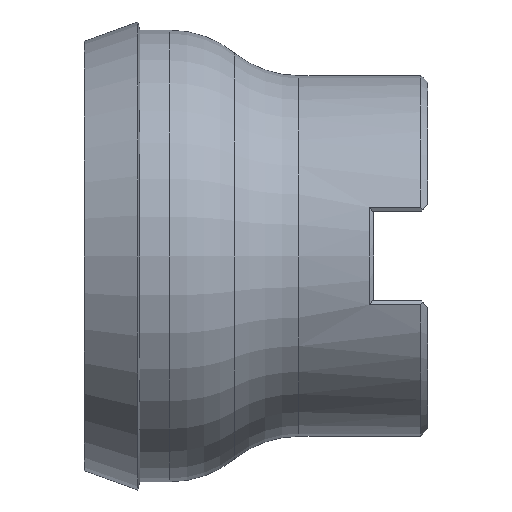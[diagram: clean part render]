
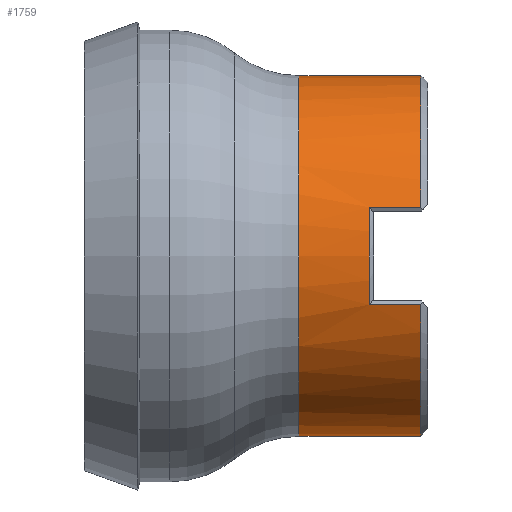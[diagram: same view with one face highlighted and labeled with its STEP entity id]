
A CAD part, left-side view. The second image highlights one B-rep face of the part: STEP entity #1759.
In plain terms, the highlighted cylindrical face has radius 21 mm (diameter 42 mm), a partial arc.
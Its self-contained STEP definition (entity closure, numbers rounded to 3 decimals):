
#30 = ORIENTED_EDGE ( 'NONE', *, *, #756, .T. ) ;
#54 = EDGE_CURVE ( 'NONE', #901, #433, #1783, .T. ) ;
#98 = DIRECTION ( 'NONE',  ( 0., 0., -1. ) ) ;
#140 = CARTESIAN_POINT ( 'NONE',  ( -20.218, 0., -5.677 ) ) ;
#143 = CARTESIAN_POINT ( 'NONE',  ( 0., 15., 21. ) ) ;
#153 = ORIENTED_EDGE ( 'NONE', *, *, #54, .T. ) ;
#217 = ORIENTED_EDGE ( 'NONE', *, *, #235, .F. ) ;
#235 = EDGE_CURVE ( 'NONE', #1666, #433, #1267, .T. ) ;
#237 = VECTOR ( 'NONE', #1757, 1000. ) ;
#275 = CARTESIAN_POINT ( 'NONE',  ( 0., 6.8, 0. ) ) ;
#277 = VECTOR ( 'NONE', #1069, 1000. ) ;
#294 = VERTEX_POINT ( 'NONE', #1863 ) ;
#312 = DIRECTION ( 'NONE',  ( 0., -1., 0. ) ) ;
#337 = CARTESIAN_POINT ( 'NONE',  ( -20.218, 0., 5.677 ) ) ;
#405 = CARTESIAN_POINT ( 'NONE',  ( 0., 15., 0. ) ) ;
#419 = VECTOR ( 'NONE', #312, 1000. ) ;
#427 = DIRECTION ( 'NONE',  ( 0., 0., -1. ) ) ;
#433 = VERTEX_POINT ( 'NONE', #1171 ) ;
#478 = CARTESIAN_POINT ( 'NONE',  ( 0., 0.8, 0. ) ) ;
#617 = CARTESIAN_POINT ( 'NONE',  ( 0., 0., 0. ) ) ;
#629 = VERTEX_POINT ( 'NONE', #1406 ) ;
#668 = LINE ( 'NONE', #1492, #277 ) ;
#676 = EDGE_LOOP ( 'NONE', ( #217, #30, #1249, #1529, #908, #1626, #681, #153 ) ) ;
#681 = ORIENTED_EDGE ( 'NONE', *, *, #1177, .T. ) ;
#699 = CARTESIAN_POINT ( 'NONE',  ( 0., 0.8, 0. ) ) ;
#710 = CARTESIAN_POINT ( 'NONE',  ( -20.218, 6.8, 5.677 ) ) ;
#712 = DIRECTION ( 'NONE',  ( 0., -1., 0. ) ) ;
#756 = EDGE_CURVE ( 'NONE', #1666, #629, #1826, .T. ) ;
#796 = DIRECTION ( 'NONE',  ( 0., -1., 0. ) ) ;
#823 = VERTEX_POINT ( 'NONE', #859 ) ;
#859 = CARTESIAN_POINT ( 'NONE',  ( -20.218, 0.8, -5.677 ) ) ;
#885 = VECTOR ( 'NONE', #712, 1000. ) ;
#901 = VERTEX_POINT ( 'NONE', #1443 ) ;
#908 = ORIENTED_EDGE ( 'NONE', *, *, #1784, .T. ) ;
#972 = AXIS2_PLACEMENT_3D ( 'NONE', #699, #1881, #1579 ) ;
#1049 = AXIS2_PLACEMENT_3D ( 'NONE', #478, #1223, #1503 ) ;
#1069 = DIRECTION ( 'NONE',  ( 0., -1., 0. ) ) ;
#1070 = LINE ( 'NONE', #337, #419 ) ;
#1171 = CARTESIAN_POINT ( 'NONE',  ( 0., 0.8, 21. ) ) ;
#1175 = EDGE_CURVE ( 'NONE', #629, #294, #668, .T. ) ;
#1177 = EDGE_CURVE ( 'NONE', #1648, #901, #1070, .T. ) ;
#1186 = EDGE_CURVE ( 'NONE', #294, #823, #1449, .T. ) ;
#1197 = AXIS2_PLACEMENT_3D ( 'NONE', #617, #796, #1610 ) ;
#1218 = CARTESIAN_POINT ( 'NONE',  ( -20.218, 6.8, -5.677 ) ) ;
#1220 = VERTEX_POINT ( 'NONE', #1218 ) ;
#1223 = DIRECTION ( 'NONE',  ( 0., 1., 0. ) ) ;
#1249 = ORIENTED_EDGE ( 'NONE', *, *, #1175, .T. ) ;
#1267 = LINE ( 'NONE', #1587, #885 ) ;
#1296 = AXIS2_PLACEMENT_3D ( 'NONE', #275, #1307, #427 ) ;
#1307 = DIRECTION ( 'NONE',  ( 0., 1., 0. ) ) ;
#1350 = CIRCLE ( 'NONE', #1296, 21. ) ;
#1406 = CARTESIAN_POINT ( 'NONE',  ( 0., 15., -21. ) ) ;
#1419 = DIRECTION ( 'NONE',  ( 0., -1., 0. ) ) ;
#1443 = CARTESIAN_POINT ( 'NONE',  ( -20.218, 0.8, 5.677 ) ) ;
#1449 = CIRCLE ( 'NONE', #1049, 21. ) ;
#1492 = CARTESIAN_POINT ( 'NONE',  ( 0., 0., -21. ) ) ;
#1503 = DIRECTION ( 'NONE',  ( 0., 0., 1. ) ) ;
#1529 = ORIENTED_EDGE ( 'NONE', *, *, #1186, .T. ) ;
#1579 = DIRECTION ( 'NONE',  ( 0., 0., 1. ) ) ;
#1587 = CARTESIAN_POINT ( 'NONE',  ( 0., 0., 21. ) ) ;
#1610 = DIRECTION ( 'NONE',  ( 0., 0., -1. ) ) ;
#1626 = ORIENTED_EDGE ( 'NONE', *, *, #1629, .T. ) ;
#1629 = EDGE_CURVE ( 'NONE', #1220, #1648, #1350, .T. ) ;
#1648 = VERTEX_POINT ( 'NONE', #710 ) ;
#1666 = VERTEX_POINT ( 'NONE', #143 ) ;
#1757 = DIRECTION ( 'NONE',  ( 0., 1., 0. ) ) ;
#1759 = ADVANCED_FACE ( 'NONE', ( #1788 ), #1874, .T. ) ;
#1783 = CIRCLE ( 'NONE', #972, 21. ) ;
#1784 = EDGE_CURVE ( 'NONE', #823, #1220, #1853, .T. ) ;
#1788 = FACE_OUTER_BOUND ( 'NONE', #676, .T. ) ;
#1826 = CIRCLE ( 'NONE', #1866, 21. ) ;
#1853 = LINE ( 'NONE', #140, #237 ) ;
#1863 = CARTESIAN_POINT ( 'NONE',  ( 0., 0.8, -21. ) ) ;
#1866 = AXIS2_PLACEMENT_3D ( 'NONE', #405, #1419, #98 ) ;
#1874 = CYLINDRICAL_SURFACE ( 'NONE', #1197, 21. ) ;
#1881 = DIRECTION ( 'NONE',  ( 0., 1., 0. ) ) ;
